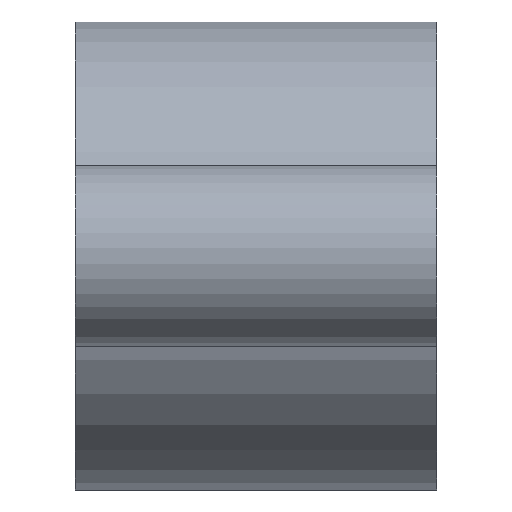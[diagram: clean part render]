
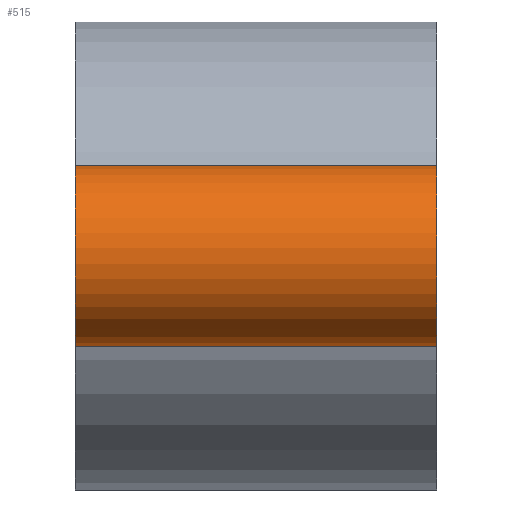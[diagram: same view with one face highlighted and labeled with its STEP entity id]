
A CAD part, left-side view. The second image highlights one B-rep face of the part: STEP entity #515.
In plain terms, the highlighted cylindrical face has radius 2.5 mm (diameter 5 mm), a partial arc.
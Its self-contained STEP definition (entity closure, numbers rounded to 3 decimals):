
#31=LINE('',#1275,#49);
#33=LINE('',#1281,#51);
#49=VECTOR('',#618,10.);
#51=VECTOR('',#622,10.);
#97=FACE_OUTER_BOUND('',#125,.T.);
#125=EDGE_LOOP('',(#415,#416,#417,#418));
#149=CIRCLE('',#567,2.5);
#150=CIRCLE('',#568,2.5);
#233=VERTEX_POINT('',#1271);
#234=VERTEX_POINT('',#1273);
#236=VERTEX_POINT('',#1278);
#237=VERTEX_POINT('',#1280);
#303=EDGE_CURVE('',#233,#234,#31,.T.);
#305=EDGE_CURVE('',#237,#236,#33,.T.);
#317=EDGE_CURVE('',#236,#233,#149,.T.);
#318=EDGE_CURVE('',#237,#234,#150,.T.);
#415=ORIENTED_EDGE('',*,*,#305,.T.);
#416=ORIENTED_EDGE('',*,*,#317,.T.);
#417=ORIENTED_EDGE('',*,*,#303,.T.);
#418=ORIENTED_EDGE('',*,*,#318,.F.);
#489=CYLINDRICAL_SURFACE('',#566,2.5);
#515=ADVANCED_FACE('',(#97),#489,.T.);
#566=AXIS2_PLACEMENT_3D('',#1303,#642,#643);
#567=AXIS2_PLACEMENT_3D('',#1304,#644,#645);
#568=AXIS2_PLACEMENT_3D('',#1305,#646,#647);
#618=DIRECTION('',(0.,1.,0.));
#622=DIRECTION('',(0.,-1.,0.));
#642=DIRECTION('center_axis',(0.,1.,0.));
#643=DIRECTION('ref_axis',(-1.,0.,0.));
#644=DIRECTION('center_axis',(0.,1.,0.));
#645=DIRECTION('ref_axis',(-1.,0.,0.));
#646=DIRECTION('center_axis',(0.,1.,0.));
#647=DIRECTION('ref_axis',(-1.,0.,0.));
#1271=CARTESIAN_POINT('',(-13.615,0.,0.75));
#1273=CARTESIAN_POINT('',(-13.615,10.,0.75));
#1275=CARTESIAN_POINT('',(-13.615,0.,0.75));
#1278=CARTESIAN_POINT('',(-13.615,0.,-0.75));
#1280=CARTESIAN_POINT('',(-13.615,10.,-0.75));
#1281=CARTESIAN_POINT('',(-13.615,0.,-0.75));
#1303=CARTESIAN_POINT('Origin',(-16.,0.,0.));
#1304=CARTESIAN_POINT('Origin',(-16.,0.,0.));
#1305=CARTESIAN_POINT('Origin',(-16.,10.,0.));
